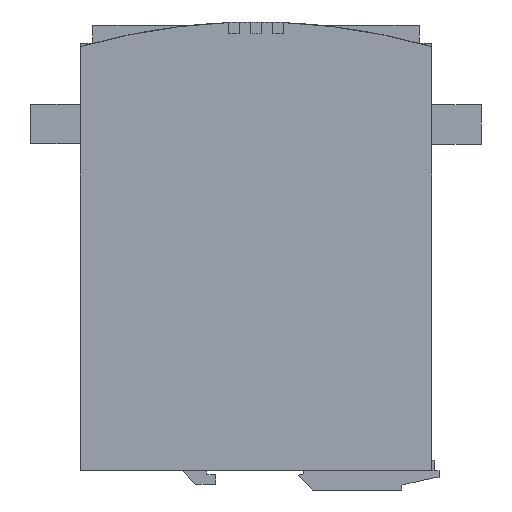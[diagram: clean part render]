
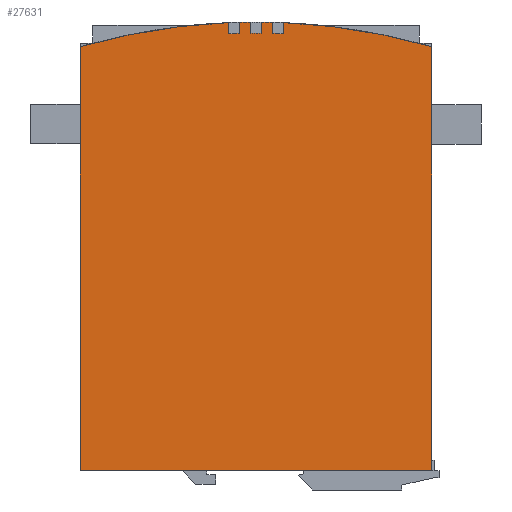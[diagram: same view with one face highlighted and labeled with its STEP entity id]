
A CAD part, left-side view. The second image highlights one B-rep face of the part: STEP entity #27631.
In plain terms, the highlighted planar face has unit normal (-1, 0, 0).
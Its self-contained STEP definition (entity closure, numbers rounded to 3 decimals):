
#555 = VERTEX_POINT ( 'NONE', #6978 ) ;
#739 = DIRECTION ( 'NONE',  ( 0., 0., -1. ) ) ;
#1097 = DIRECTION ( 'NONE',  ( 0., 0., 1. ) ) ;
#1963 = EDGE_LOOP ( 'NONE', ( #35135, #6015, #20345, #32317, #13660, #10257, #20920, #30216, #31754, #3771, #19768, #26817, #28890, #15885, #9911, #34302, #4524 ) ) ;
#2298 = VECTOR ( 'NONE', #28305, 1000. ) ;
#2860 = VECTOR ( 'NONE', #4941, 1000. ) ;
#2901 = CIRCLE ( 'NONE', #33928, 226. ) ;
#3005 = EDGE_CURVE ( 'NONE', #37037, #9171, #24032, .T. ) ;
#3600 = DIRECTION ( 'NONE',  ( 0., 0., -1. ) ) ;
#3740 = AXIS2_PLACEMENT_3D ( 'NONE', #9225, #20154, #26190 ) ;
#3771 = ORIENTED_EDGE ( 'NONE', *, *, #16018, .F. ) ;
#3783 = DIRECTION ( 'NONE',  ( 1., 0., 0. ) ) ;
#3963 = AXIS2_PLACEMENT_3D ( 'NONE', #36908, #11198, #8137 ) ;
#4044 = EDGE_CURVE ( 'NONE', #25582, #12897, #8193, .T. ) ;
#4129 = DIRECTION ( 'NONE',  ( 0., 0., 1. ) ) ;
#4294 = EDGE_CURVE ( 'NONE', #18946, #35304, #28913, .T. ) ;
#4524 = ORIENTED_EDGE ( 'NONE', *, *, #10812, .F. ) ;
#4585 = DIRECTION ( 'NONE',  ( 0., 0., 1. ) ) ;
#4730 = EDGE_CURVE ( 'NONE', #12897, #26933, #7971, .T. ) ;
#4941 = DIRECTION ( 'NONE',  ( 0., 0., 1. ) ) ;
#5144 = CARTESIAN_POINT ( 'NONE',  ( -20., 0., -210. ) ) ;
#5372 = LINE ( 'NONE', #14907, #13971 ) ;
#6015 = ORIENTED_EDGE ( 'NONE', *, *, #4730, .F. ) ;
#6635 = CARTESIAN_POINT ( 'NONE',  ( -20., 0., 16. ) ) ;
#6682 = CARTESIAN_POINT ( 'NONE',  ( -20., -10., 19.783 ) ) ;
#6784 = DIRECTION ( 'NONE',  ( 0., 0., -1. ) ) ;
#6849 = CARTESIAN_POINT ( 'NONE',  ( -20., -6., 19.922 ) ) ;
#6978 = CARTESIAN_POINT ( 'NONE',  ( -20., 6., 15.92 ) ) ;
#7128 = CARTESIAN_POINT ( 'NONE',  ( -20., 10., 15.779 ) ) ;
#7274 = CIRCLE ( 'NONE', #15519, 226. ) ;
#7637 = DIRECTION ( 'NONE',  ( 0., 0., -1. ) ) ;
#7971 = LINE ( 'NONE', #7128, #16975 ) ;
#8137 = DIRECTION ( 'NONE',  ( 0., 0., 1. ) ) ;
#8174 = CARTESIAN_POINT ( 'NONE',  ( -20., 2., 15.991 ) ) ;
#8193 = CIRCLE ( 'NONE', #27131, 230. ) ;
#8681 = AXIS2_PLACEMENT_3D ( 'NONE', #5144, #34139, #22736 ) ;
#8776 = CIRCLE ( 'NONE', #3740, 226. ) ;
#8942 = EDGE_CURVE ( 'NONE', #35304, #25582, #11784, .T. ) ;
#9171 = VERTEX_POINT ( 'NONE', #35298 ) ;
#9225 = CARTESIAN_POINT ( 'NONE',  ( -20., 0., -210. ) ) ;
#9674 = DIRECTION ( 'NONE',  ( 1., 0., 0. ) ) ;
#9810 = FACE_OUTER_BOUND ( 'NONE', #1963, .T. ) ;
#9911 = ORIENTED_EDGE ( 'NONE', *, *, #36665, .F. ) ;
#10038 = CARTESIAN_POINT ( 'NONE',  ( -20., -2., 15.991 ) ) ;
#10257 = ORIENTED_EDGE ( 'NONE', *, *, #13473, .F. ) ;
#10696 = CARTESIAN_POINT ( 'NONE',  ( -20., 63.5, -142.214 ) ) ;
#10812 = EDGE_CURVE ( 'NONE', #555, #32771, #14589, .T. ) ;
#10904 = VERTEX_POINT ( 'NONE', #29193 ) ;
#11198 = DIRECTION ( 'NONE',  ( 1., 0., 0. ) ) ;
#11264 = CARTESIAN_POINT ( 'NONE',  ( -20., 6., 15.92 ) ) ;
#11775 = CIRCLE ( 'NONE', #27136, 230. ) ;
#11784 = LINE ( 'NONE', #33788, #34282 ) ;
#11956 = CARTESIAN_POINT ( 'NONE',  ( -20., 10., 19.783 ) ) ;
#11963 = CARTESIAN_POINT ( 'NONE',  ( -20., -63.5, -142.214 ) ) ;
#12080 = DIRECTION ( 'NONE',  ( 0., 0., -1. ) ) ;
#12265 = VERTEX_POINT ( 'NONE', #14613 ) ;
#12805 = EDGE_CURVE ( 'NONE', #32771, #30955, #11775, .T. ) ;
#12897 = VERTEX_POINT ( 'NONE', #11956 ) ;
#13455 = CIRCLE ( 'NONE', #8681, 230. ) ;
#13473 = EDGE_CURVE ( 'NONE', #24880, #18946, #5372, .T. ) ;
#13660 = ORIENTED_EDGE ( 'NONE', *, *, #4294, .F. ) ;
#13971 = VECTOR ( 'NONE', #739, 1000. ) ;
#14239 = LINE ( 'NONE', #8174, #17828 ) ;
#14589 = LINE ( 'NONE', #11264, #2860 ) ;
#14613 = CARTESIAN_POINT ( 'NONE',  ( -20., -10., 15.779 ) ) ;
#14907 = CARTESIAN_POINT ( 'NONE',  ( -20., -63.5, -142.214 ) ) ;
#15330 = VERTEX_POINT ( 'NONE', #6682 ) ;
#15353 = DIRECTION ( 'NONE',  ( 1., 0., 0. ) ) ;
#15380 = CARTESIAN_POINT ( 'NONE',  ( -20., 0., -210. ) ) ;
#15519 = AXIS2_PLACEMENT_3D ( 'NONE', #29952, #15353, #4129 ) ;
#15885 = ORIENTED_EDGE ( 'NONE', *, *, #28608, .F. ) ;
#16018 = EDGE_CURVE ( 'NONE', #35679, #10904, #31960, .T. ) ;
#16524 = DIRECTION ( 'NONE',  ( 0., 0., 1. ) ) ;
#16660 = EDGE_CURVE ( 'NONE', #9171, #35679, #13455, .T. ) ;
#16975 = VECTOR ( 'NONE', #18815, 1000. ) ;
#17196 = AXIS2_PLACEMENT_3D ( 'NONE', #32325, #35229, #12080 ) ;
#17567 = CARTESIAN_POINT ( 'NONE',  ( -20., -10., 15.779 ) ) ;
#17828 = VECTOR ( 'NONE', #37187, 1000. ) ;
#18073 = CARTESIAN_POINT ( 'NONE',  ( -20., 0., -210. ) ) ;
#18815 = DIRECTION ( 'NONE',  ( 0., 0., -1. ) ) ;
#18946 = VERTEX_POINT ( 'NONE', #11963 ) ;
#19213 = CIRCLE ( 'NONE', #19283, 230. ) ;
#19283 = AXIS2_PLACEMENT_3D ( 'NONE', #32834, #9674, #21333 ) ;
#19768 = ORIENTED_EDGE ( 'NONE', *, *, #16660, .F. ) ;
#20014 = EDGE_CURVE ( 'NONE', #26933, #555, #7274, .T. ) ;
#20154 = DIRECTION ( 'NONE',  ( 1., 0., 0. ) ) ;
#20345 = ORIENTED_EDGE ( 'NONE', *, *, #4044, .F. ) ;
#20429 = EDGE_CURVE ( 'NONE', #12265, #15330, #26620, .T. ) ;
#20761 = VECTOR ( 'NONE', #28540, 1000. ) ;
#20920 = ORIENTED_EDGE ( 'NONE', *, *, #23816, .F. ) ;
#21333 = DIRECTION ( 'NONE',  ( 0., 0., -1. ) ) ;
#22704 = CARTESIAN_POINT ( 'NONE',  ( -20., 63.5, 11.061 ) ) ;
#22736 = DIRECTION ( 'NONE',  ( 0., 0., -1. ) ) ;
#23816 = EDGE_CURVE ( 'NONE', #15330, #24880, #19213, .T. ) ;
#24015 = CARTESIAN_POINT ( 'NONE',  ( -20., 0., -210. ) ) ;
#24032 = LINE ( 'NONE', #10038, #37157 ) ;
#24868 = CARTESIAN_POINT ( 'NONE',  ( -20., -6., 15.92 ) ) ;
#24880 = VERTEX_POINT ( 'NONE', #35171 ) ;
#25582 = VERTEX_POINT ( 'NONE', #22704 ) ;
#26190 = DIRECTION ( 'NONE',  ( 0., 0., 1. ) ) ;
#26243 = PLANE ( 'NONE',  #17196 ) ;
#26620 = LINE ( 'NONE', #17567, #20761 ) ;
#26817 = ORIENTED_EDGE ( 'NONE', *, *, #3005, .F. ) ;
#26854 = CARTESIAN_POINT ( 'NONE',  ( -20., 2., 15.991 ) ) ;
#26933 = VERTEX_POINT ( 'NONE', #34648 ) ;
#27131 = AXIS2_PLACEMENT_3D ( 'NONE', #24015, #29962, #6784 ) ;
#27136 = AXIS2_PLACEMENT_3D ( 'NONE', #18073, #35121, #3600 ) ;
#27631 = ADVANCED_FACE ( 'NONE', ( #9810 ), #26243, .F. ) ;
#28305 = DIRECTION ( 'NONE',  ( 0., 1., 0. ) ) ;
#28359 = VERTEX_POINT ( 'NONE', #6635 ) ;
#28540 = DIRECTION ( 'NONE',  ( 0., 0., 1. ) ) ;
#28608 = EDGE_CURVE ( 'NONE', #36769, #28359, #31791, .T. ) ;
#28890 = ORIENTED_EDGE ( 'NONE', *, *, #29492, .F. ) ;
#28913 = LINE ( 'NONE', #34123, #2298 ) ;
#29193 = CARTESIAN_POINT ( 'NONE',  ( -20., -6., 15.92 ) ) ;
#29392 = EDGE_CURVE ( 'NONE', #10904, #12265, #8776, .T. ) ;
#29492 = EDGE_CURVE ( 'NONE', #28359, #37037, #2901, .T. ) ;
#29952 = CARTESIAN_POINT ( 'NONE',  ( -20., 0., -210. ) ) ;
#29962 = DIRECTION ( 'NONE',  ( 1., 0., 0. ) ) ;
#30216 = ORIENTED_EDGE ( 'NONE', *, *, #20429, .F. ) ;
#30955 = VERTEX_POINT ( 'NONE', #36349 ) ;
#31026 = VECTOR ( 'NONE', #7637, 1000. ) ;
#31754 = ORIENTED_EDGE ( 'NONE', *, *, #29392, .F. ) ;
#31791 = CIRCLE ( 'NONE', #3963, 226. ) ;
#31960 = LINE ( 'NONE', #24868, #31026 ) ;
#32317 = ORIENTED_EDGE ( 'NONE', *, *, #8942, .F. ) ;
#32325 = CARTESIAN_POINT ( 'NONE',  ( -20., 0., -210. ) ) ;
#32771 = VERTEX_POINT ( 'NONE', #36971 ) ;
#32834 = CARTESIAN_POINT ( 'NONE',  ( -20., 0., -210. ) ) ;
#33322 = CARTESIAN_POINT ( 'NONE',  ( -20., -2., 15.991 ) ) ;
#33788 = CARTESIAN_POINT ( 'NONE',  ( -20., 63.5, -142.214 ) ) ;
#33928 = AXIS2_PLACEMENT_3D ( 'NONE', #15380, #3783, #1097 ) ;
#34123 = CARTESIAN_POINT ( 'NONE',  ( -20., 63.5, -142.214 ) ) ;
#34139 = DIRECTION ( 'NONE',  ( 1., 0., 0. ) ) ;
#34282 = VECTOR ( 'NONE', #16524, 1000. ) ;
#34302 = ORIENTED_EDGE ( 'NONE', *, *, #12805, .F. ) ;
#34648 = CARTESIAN_POINT ( 'NONE',  ( -20., 10., 15.779 ) ) ;
#35121 = DIRECTION ( 'NONE',  ( 1., 0., 0. ) ) ;
#35135 = ORIENTED_EDGE ( 'NONE', *, *, #20014, .F. ) ;
#35171 = CARTESIAN_POINT ( 'NONE',  ( -20., -63.5, 11.061 ) ) ;
#35229 = DIRECTION ( 'NONE',  ( 1., 0., 0. ) ) ;
#35298 = CARTESIAN_POINT ( 'NONE',  ( -20., -2., 19.991 ) ) ;
#35304 = VERTEX_POINT ( 'NONE', #10696 ) ;
#35679 = VERTEX_POINT ( 'NONE', #6849 ) ;
#36349 = CARTESIAN_POINT ( 'NONE',  ( -20., 2., 19.991 ) ) ;
#36665 = EDGE_CURVE ( 'NONE', #30955, #36769, #14239, .T. ) ;
#36769 = VERTEX_POINT ( 'NONE', #26854 ) ;
#36908 = CARTESIAN_POINT ( 'NONE',  ( -20., 0., -210. ) ) ;
#36971 = CARTESIAN_POINT ( 'NONE',  ( -20., 6., 19.922 ) ) ;
#37037 = VERTEX_POINT ( 'NONE', #33322 ) ;
#37157 = VECTOR ( 'NONE', #4585, 1000. ) ;
#37187 = DIRECTION ( 'NONE',  ( 0., 0., -1. ) ) ;
